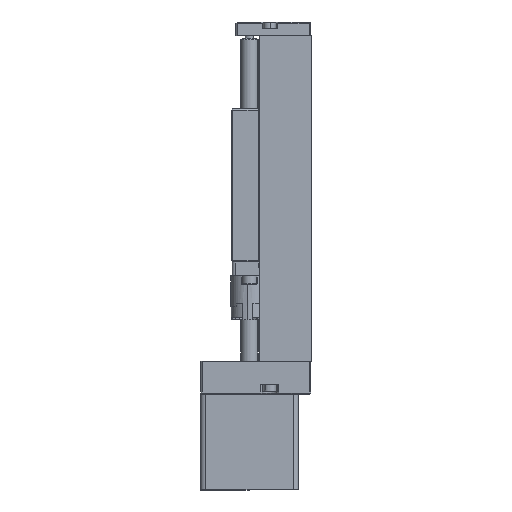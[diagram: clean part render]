
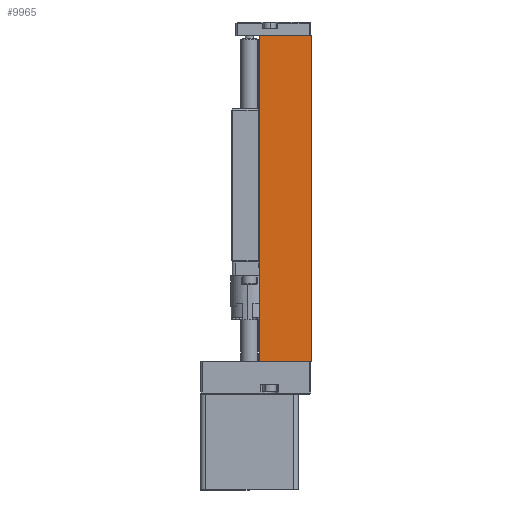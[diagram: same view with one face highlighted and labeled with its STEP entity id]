
A CAD part, left-side view. The second image highlights one B-rep face of the part: STEP entity #9965.
In plain terms, the highlighted planar face has unit normal (-1, 0, 0).
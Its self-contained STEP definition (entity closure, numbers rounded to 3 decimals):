
#785 = EDGE_CURVE ( 'NONE', #31942, #2492, #18731, .T. ) ;
#796 = LINE ( 'NONE', #31145, #26177 ) ;
#1040 = VECTOR ( 'NONE', #28170, 1000. ) ;
#2492 = VERTEX_POINT ( 'NONE', #2847 ) ;
#2847 = CARTESIAN_POINT ( 'NONE',  ( -21.755, 0., 0. ) ) ;
#5181 = CARTESIAN_POINT ( 'NONE',  ( -21.755, 18.5, 0. ) ) ;
#6448 = CARTESIAN_POINT ( 'NONE',  ( -21.755, 18.5, 117. ) ) ;
#7152 = EDGE_CURVE ( 'NONE', #23903, #31942, #35863, .T. ) ;
#7221 = EDGE_LOOP ( 'NONE', ( #38316, #10394, #33220, #13159 ) ) ;
#8281 = CARTESIAN_POINT ( 'NONE',  ( -21.755, 0., 117. ) ) ;
#9965 = ADVANCED_FACE ( 'NONE', ( #36670 ), #24035, .F. ) ;
#10394 = ORIENTED_EDGE ( 'NONE', *, *, #19772, .F. ) ;
#13159 = ORIENTED_EDGE ( 'NONE', *, *, #7152, .T. ) ;
#13311 = DIRECTION ( 'NONE',  ( 0., 0., -1. ) ) ;
#15532 = CARTESIAN_POINT ( 'NONE',  ( -21.755, 5., 0. ) ) ;
#17012 = DIRECTION ( 'NONE',  ( 0., 0., -1. ) ) ;
#17218 = CARTESIAN_POINT ( 'NONE',  ( -21.755, 18.5, 117. ) ) ;
#18044 = CARTESIAN_POINT ( 'NONE',  ( -21.755, 5., 117. ) ) ;
#18302 = DIRECTION ( 'NONE',  ( 0., -1., 0. ) ) ;
#18731 = LINE ( 'NONE', #15532, #1040 ) ;
#19479 = VERTEX_POINT ( 'NONE', #8281 ) ;
#19772 = EDGE_CURVE ( 'NONE', #19479, #2492, #796, .T. ) ;
#20718 = VECTOR ( 'NONE', #18302, 1000. ) ;
#21415 = DIRECTION ( 'NONE',  ( 0., 0., -1. ) ) ;
#23903 = VERTEX_POINT ( 'NONE', #6448 ) ;
#24035 = PLANE ( 'NONE',  #24195 ) ;
#24195 = AXIS2_PLACEMENT_3D ( 'NONE', #18044, #24431, #21415 ) ;
#24431 = DIRECTION ( 'NONE',  ( 1., 0., 0. ) ) ;
#26177 = VECTOR ( 'NONE', #13311, 1000. ) ;
#27843 = VECTOR ( 'NONE', #17012, 1000. ) ;
#28170 = DIRECTION ( 'NONE',  ( 0., -1., 0. ) ) ;
#31145 = CARTESIAN_POINT ( 'NONE',  ( -21.755, 0., 117. ) ) ;
#31942 = VERTEX_POINT ( 'NONE', #5181 ) ;
#32649 = EDGE_CURVE ( 'NONE', #23903, #19479, #39178, .T. ) ;
#33220 = ORIENTED_EDGE ( 'NONE', *, *, #32649, .F. ) ;
#33741 = CARTESIAN_POINT ( 'NONE',  ( -21.755, 0., 117. ) ) ;
#35863 = LINE ( 'NONE', #17218, #27843 ) ;
#36670 = FACE_OUTER_BOUND ( 'NONE', #7221, .T. ) ;
#38316 = ORIENTED_EDGE ( 'NONE', *, *, #785, .T. ) ;
#39178 = LINE ( 'NONE', #33741, #20718 ) ;
